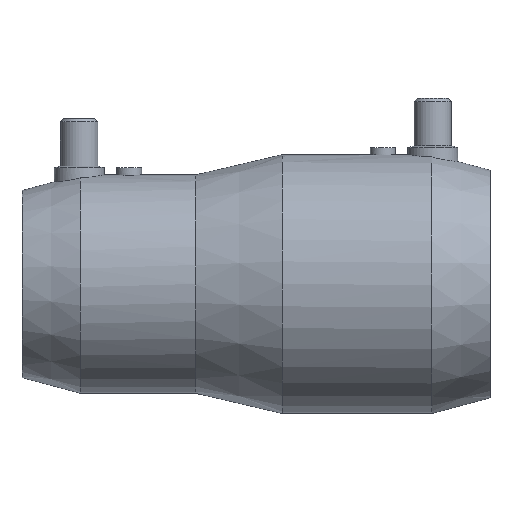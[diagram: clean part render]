
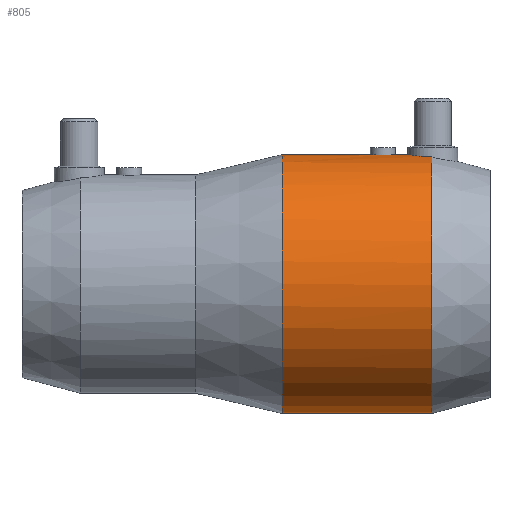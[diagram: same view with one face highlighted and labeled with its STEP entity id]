
A CAD part, top view. The second image highlights one B-rep face of the part: STEP entity #805.
In plain terms, the highlighted cylindrical face has radius 41.5 mm (diameter 83 mm), a partial arc.
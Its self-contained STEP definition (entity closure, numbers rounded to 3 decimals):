
#373 = VERTEX_POINT( '', #990 );
#467 = VERTEX_POINT( '', #1095 );
#539 = EDGE_CURVE( '', #783, #633, #1174, .T. );
#603 = EDGE_CURVE( '', #633, #907, #1249, .T. );
#633 = VERTEX_POINT( '', #1280 );
#653 = EDGE_CURVE( '', #467, #373, #1303, .T. );
#659 = EDGE_CURVE( '', #675, #373, #1311, .T. );
#675 = VERTEX_POINT( '', #1331 );
#783 = VERTEX_POINT( '', #1454 );
#785 = EDGE_CURVE( '', #819, #467, #1456, .T. );
#805 = ADVANCED_FACE( '', ( #1479 ), #1480, .T. );
#819 = VERTEX_POINT( '', #1495 );
#821 = EDGE_CURVE( '', #675, #783, #1497, .T. );
#899 = EDGE_CURVE( '', #907, #819, #1584, .T. );
#907 = VERTEX_POINT( '', #1592 );
#990 = CARTESIAN_POINT( '', ( -3.577, 41.5, 0. ) );
#1095 = CARTESIAN_POINT( '', ( 24.667, 41.5, 0. ) );
#1174 = CIRCLE( '', #2128, 41.5 );
#1249 = B_SPLINE_CURVE_WITH_KNOTS( '', 3, ( #2218, #2219, #2220, #2221, #2222, #2223, #2224, #2225, #2226, #2227, #2228, #2229, #2230, #2231, #2232, #2233, #2234, #2235, #2236, #2237, #2238, #2239, #2240, #2241, #2242, #2243, #2244, #2245, #2246, #2247, #2248, #2249, #2250, #2251 ), .UNSPECIFIED., .F., .F., ( 4, 2, 2, 2, 2, 2, 2, 2, 2, 2, 2, 2, 2, 2, 2, 2, 4 ), ( 0.325, 1.511, 3.022, 4.533, 6.043, 7.554, 9.065, 10.576, 12.087, 13.597, 15.108, 16.619, 18.13, 19.641, 21.151, 22.662, 23.848 ), .UNSPECIFIED. );
#1280 = CARTESIAN_POINT( '', ( 44.34, 40.723, 7.993 ) );
#1303 = LINE( '', #2363, #2364 );
#1311 = CIRCLE( '', #2373, 41.5 );
#1331 = CARTESIAN_POINT( '', ( -3.577, -41.5, 0. ) );
#1454 = CARTESIAN_POINT( '', ( 44.34, -41.5, 0. ) );
#1456 = B_SPLINE_CURVE_WITH_KNOTS( '', 3, ( #2594, #2595, #2596, #2597, #2598, #2599, #2600, #2601, #2602, #2603, #2604, #2605, #2606, #2607, #2608, #2609, #2610, #2611, #2612, #2613, #2614, #2615, #2616, #2617, #2618, #2619, #2620, #2621, #2622, #2623, #2624, #2625, #2626, #2627 ), .UNSPECIFIED., .F., .F., ( 4, 2, 2, 2, 2, 2, 2, 2, 2, 2, 2, 2, 2, 2, 2, 2, 4 ), ( 6.031, 6.785, 7.539, 8.293, 9.047, 9.8, 10.554, 11.308, 12.062, 12.816, 13.57, 14.324, 15.078, 15.831, 16.585, 17.339, 18.093 ), .UNSPECIFIED. );
#1479 = FACE_OUTER_BOUND( '', #2659, .T. );
#1480 = CYLINDRICAL_SURFACE( '', #2660, 41.5 );
#1495 = CARTESIAN_POINT( '', ( 32.667, 41.5, 0. ) );
#1497 = LINE( '', #2721, #2722 );
#1584 = LINE( '', #2868, #2869 );
#1592 = CARTESIAN_POINT( '', ( 36.667, 41.5, 0. ) );
#2128 = AXIS2_PLACEMENT_3D( '', #3171, #3172, #3173 );
#2218 = CARTESIAN_POINT( '', ( 44.34, 40.723, 7.993 ) );
#2219 = CARTESIAN_POINT( '', ( 43.939, 40.726, 7.977 ) );
#2220 = CARTESIAN_POINT( '', ( 43.531, 40.735, 7.93 ) );
#2221 = CARTESIAN_POINT( '', ( 42.608, 40.77, 7.749 ) );
#2222 = CARTESIAN_POINT( '', ( 42.094, 40.8, 7.594 ) );
#2223 = CARTESIAN_POINT( '', ( 41.109, 40.874, 7.185 ) );
#2224 = CARTESIAN_POINT( '', ( 40.637, 40.918, 6.931 ) );
#2225 = CARTESIAN_POINT( '', ( 39.765, 41.013, 6.344 ) );
#2226 = CARTESIAN_POINT( '', ( 39.364, 41.064, 6.011 ) );
#2227 = CARTESIAN_POINT( '', ( 38.655, 41.161, 5.302 ) );
#2228 = CARTESIAN_POINT( '', ( 38.323, 41.212, 4.902 ) );
#2229 = CARTESIAN_POINT( '', ( 37.736, 41.306, 4.029 ) );
#2230 = CARTESIAN_POINT( '', ( 37.481, 41.35, 3.558 ) );
#2231 = CARTESIAN_POINT( '', ( 37.073, 41.423, 2.572 ) );
#2232 = CARTESIAN_POINT( '', ( 36.918, 41.452, 2.058 ) );
#2233 = CARTESIAN_POINT( '', ( 36.715, 41.491, 1.024 ) );
#2234 = CARTESIAN_POINT( '', ( 36.667, 41.5, 0.504 ) );
#2235 = CARTESIAN_POINT( '', ( 36.667, 41.5, -0.504 ) );
#2236 = CARTESIAN_POINT( '', ( 36.715, 41.491, -1.024 ) );
#2237 = CARTESIAN_POINT( '', ( 36.918, 41.452, -2.058 ) );
#2238 = CARTESIAN_POINT( '', ( 37.073, 41.423, -2.572 ) );
#2239 = CARTESIAN_POINT( '', ( 37.481, 41.35, -3.558 ) );
#2240 = CARTESIAN_POINT( '', ( 37.736, 41.306, -4.029 ) );
#2241 = CARTESIAN_POINT( '', ( 38.323, 41.212, -4.902 ) );
#2242 = CARTESIAN_POINT( '', ( 38.655, 41.161, -5.302 ) );
#2243 = CARTESIAN_POINT( '', ( 39.364, 41.064, -6.011 ) );
#2244 = CARTESIAN_POINT( '', ( 39.765, 41.013, -6.344 ) );
#2245 = CARTESIAN_POINT( '', ( 40.637, 40.918, -6.931 ) );
#2246 = CARTESIAN_POINT( '', ( 41.109, 40.874, -7.185 ) );
#2247 = CARTESIAN_POINT( '', ( 42.094, 40.8, -7.594 ) );
#2248 = CARTESIAN_POINT( '', ( 42.608, 40.77, -7.749 ) );
#2249 = CARTESIAN_POINT( '', ( 43.531, 40.735, -7.93 ) );
#2250 = CARTESIAN_POINT( '', ( 43.939, 40.726, -7.977 ) );
#2251 = CARTESIAN_POINT( '', ( 44.34, 40.723, -7.993 ) );
#2363 = CARTESIAN_POINT( '', ( 20.382, 41.5, 0. ) );
#2364 = VECTOR( '', #3328, 1. );
#2373 = AXIS2_PLACEMENT_3D( '', #3345, #3346, #3347 );
#2594 = CARTESIAN_POINT( '', ( 32.667, 41.5, 0. ) );
#2595 = CARTESIAN_POINT( '', ( 32.667, 41.5, 0.251 ) );
#2596 = CARTESIAN_POINT( '', ( 32.643, 41.498, 0.511 ) );
#2597 = CARTESIAN_POINT( '', ( 32.541, 41.488, 1.028 ) );
#2598 = CARTESIAN_POINT( '', ( 32.464, 41.481, 1.285 ) );
#2599 = CARTESIAN_POINT( '', ( 32.26, 41.463, 1.778 ) );
#2600 = CARTESIAN_POINT( '', ( 32.133, 41.452, 2.014 ) );
#2601 = CARTESIAN_POINT( '', ( 31.839, 41.428, 2.45 ) );
#2602 = CARTESIAN_POINT( '', ( 31.673, 41.416, 2.651 ) );
#2603 = CARTESIAN_POINT( '', ( 31.318, 41.391, 3.006 ) );
#2604 = CARTESIAN_POINT( '', ( 31.117, 41.379, 3.172 ) );
#2605 = CARTESIAN_POINT( '', ( 30.68, 41.355, 3.466 ) );
#2606 = CARTESIAN_POINT( '', ( 30.444, 41.344, 3.593 ) );
#2607 = CARTESIAN_POINT( '', ( 29.951, 41.326, 3.797 ) );
#2608 = CARTESIAN_POINT( '', ( 29.695, 41.319, 3.875 ) );
#2609 = CARTESIAN_POINT( '', ( 29.178, 41.309, 3.976 ) );
#2610 = CARTESIAN_POINT( '', ( 28.918, 41.307, 4. ) );
#2611 = CARTESIAN_POINT( '', ( 28.415, 41.307, 4. ) );
#2612 = CARTESIAN_POINT( '', ( 28.156, 41.309, 3.976 ) );
#2613 = CARTESIAN_POINT( '', ( 27.639, 41.319, 3.875 ) );
#2614 = CARTESIAN_POINT( '', ( 27.382, 41.326, 3.797 ) );
#2615 = CARTESIAN_POINT( '', ( 26.889, 41.344, 3.593 ) );
#2616 = CARTESIAN_POINT( '', ( 26.653, 41.355, 3.466 ) );
#2617 = CARTESIAN_POINT( '', ( 26.216, 41.379, 3.172 ) );
#2618 = CARTESIAN_POINT( '', ( 26.016, 41.391, 3.006 ) );
#2619 = CARTESIAN_POINT( '', ( 25.661, 41.416, 2.651 ) );
#2620 = CARTESIAN_POINT( '', ( 25.494, 41.428, 2.45 ) );
#2621 = CARTESIAN_POINT( '', ( 25.201, 41.452, 2.014 ) );
#2622 = CARTESIAN_POINT( '', ( 25.073, 41.463, 1.778 ) );
#2623 = CARTESIAN_POINT( '', ( 24.869, 41.481, 1.285 ) );
#2624 = CARTESIAN_POINT( '', ( 24.792, 41.488, 1.028 ) );
#2625 = CARTESIAN_POINT( '', ( 24.691, 41.498, 0.511 ) );
#2626 = CARTESIAN_POINT( '', ( 24.667, 41.5, 0.251 ) );
#2627 = CARTESIAN_POINT( '', ( 24.667, 41.5, 0. ) );
#2659 = EDGE_LOOP( '', ( #3580, #3581, #3582, #3583, #3584, #3585, #3586 ) );
#2660 = AXIS2_PLACEMENT_3D( '', #3587, #3588, #3589 );
#2721 = CARTESIAN_POINT( '', ( 20.382, -41.5, 0. ) );
#2722 = VECTOR( '', #3603, 1. );
#2868 = CARTESIAN_POINT( '', ( 20.382, 41.5, 0. ) );
#2869 = VECTOR( '', #3710, 1. );
#3171 = CARTESIAN_POINT( '', ( 44.34, 0., 0. ) );
#3172 = DIRECTION( '', ( -1., 0., 0. ) );
#3173 = DIRECTION( '', ( 0., 1., 0. ) );
#3328 = DIRECTION( '', ( -1., 0., 0. ) );
#3345 = CARTESIAN_POINT( '', ( -3.577, 0., 0. ) );
#3346 = DIRECTION( '', ( -1., 0., 0. ) );
#3347 = DIRECTION( '', ( 0., 1., 0. ) );
#3580 = ORIENTED_EDGE( '', *, *, #899, .T. );
#3581 = ORIENTED_EDGE( '', *, *, #785, .T. );
#3582 = ORIENTED_EDGE( '', *, *, #653, .T. );
#3583 = ORIENTED_EDGE( '', *, *, #659, .F. );
#3584 = ORIENTED_EDGE( '', *, *, #821, .T. );
#3585 = ORIENTED_EDGE( '', *, *, #539, .T. );
#3586 = ORIENTED_EDGE( '', *, *, #603, .T. );
#3587 = CARTESIAN_POINT( '', ( 20.382, 0., 0. ) );
#3588 = DIRECTION( '', ( 1., 0., 0. ) );
#3589 = DIRECTION( '', ( 0., 1., 0. ) );
#3603 = DIRECTION( '', ( 1., 0., 0. ) );
#3710 = DIRECTION( '', ( -1., 0., 0. ) );
